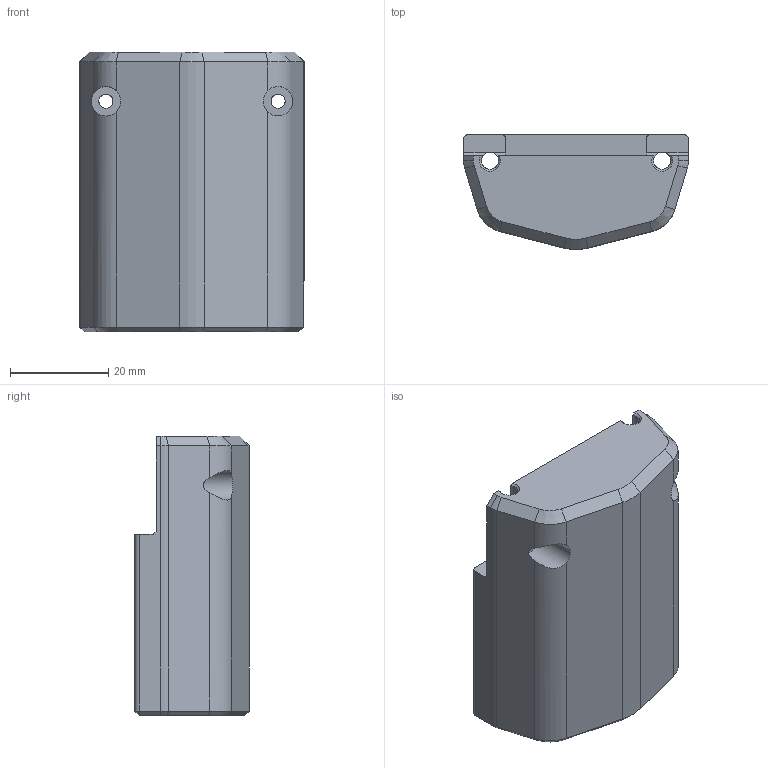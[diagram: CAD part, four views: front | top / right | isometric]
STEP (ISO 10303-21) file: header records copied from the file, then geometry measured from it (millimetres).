
FILE_DESCRIPTION(/* description */ (''),/* implementation_level */ '2;1');
FILE_NAME(/* name */ 'body.step',/* time_stamp */ '2024-09-15T21:30:52+08:00',/* author */ (''),/* organization */ (''),/* preprocessor_version */ 'ST-DEVELOPER v20',/* originating_system */ 'Autodesk Translation Framework v13.14.0.145',/* authorisation */ '');
FILE_SCHEMA (('AUTOMOTIVE_DESIGN { 1 0 10303 214 3 1 1 }'));
Length unit declared in the file: millimetre
Products named in the file (1): BODY
Bounding box: 45.7 x 23.32 x 56.9 mm (x, y, z)
Volume: 23784.7 mm3; surface area: 12850.4 mm2
Topology: 3 solids, 3 shells, 161 faces, 424 edges, 268 vertices
Faces by surface type: plane 88, cylinder 43, cone 29, bspline 1
Full cylindrical faces by diameter (mm): 1.8 x2, 2.4 x2, 2.872 x2, 3.4 x2, 3.5 x4, 4.6 x2, 4.7 x2, 5.15 x2, 6 x2, 7.5 x1, 16 x1
Entity records: 5428 total; most frequent: CARTESIAN_POINT 1330, DIRECTION 858, ORIENTED_EDGE 846, EDGE_CURVE 423, AXIS2_PLACEMENT_3D 310, VERTEX_POINT 268, LINE 238, VECTOR 238
